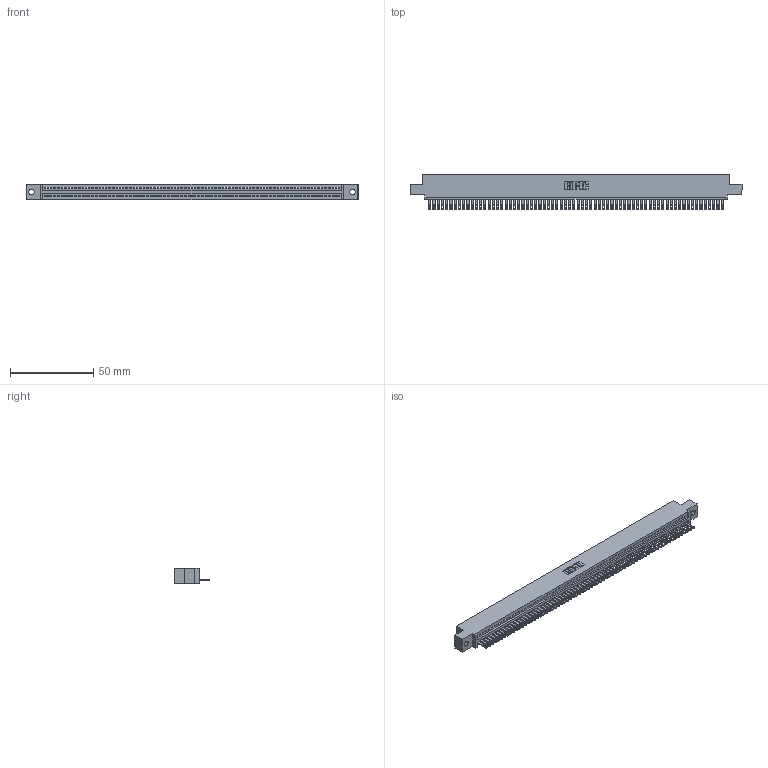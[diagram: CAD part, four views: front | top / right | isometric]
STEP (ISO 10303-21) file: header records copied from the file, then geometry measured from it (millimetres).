
FILE_DESCRIPTION (( 'STEP AP203' ), '1' );
FILE_NAME ('345-070-500-402.STEP', '2018-09-30T21:31:08', ( '' ), ( '' ), 'SwSTEP 2.0', 'SolidWorks 2016', '' );
FILE_SCHEMA (( 'CONFIG_CONTROL_DESIGN' ));
Length unit declared in the file: inch
Products named in the file (3): 345-070-500-402; 345 Part_0.110 Offset - 0.128 Dia; 345-292-001_345-293-100
Assembly tree (71 placements, depth 2):
  345-070-500-402
    345 Part_0.110 Offset - 0.128 Dia
    345-292-001_345-293-100  x70
Bounding box: 199.01 x 21.51 x 9.4 mm (x, y, z)
Volume: 19064.7 mm3; surface area: 25683.4 mm2
Topology: 71 solids, 71 shells, 3910 faces, 12113 edges, 8074 vertices
Faces by surface type: plane 2464, cylinder 1446
Entity records: 48979 total; most frequent: ORIENTED_EDGE 8494, CARTESIAN_POINT 8490, DIRECTION 7375, EDGE_CURVE 4247, VECTOR 3831, LINE 3831, VERTEX_POINT 2830, AXIS2_PLACEMENT_3D 1772
